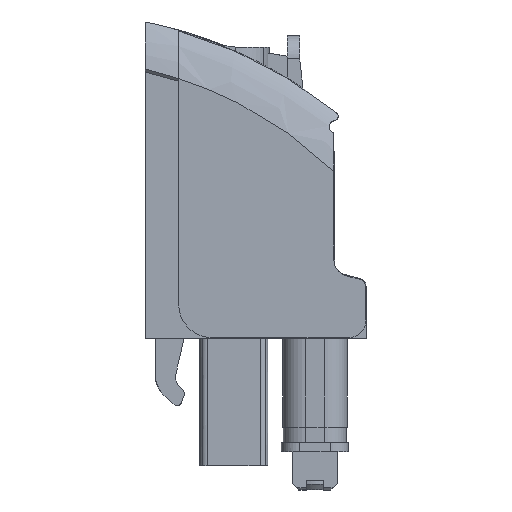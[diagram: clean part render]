
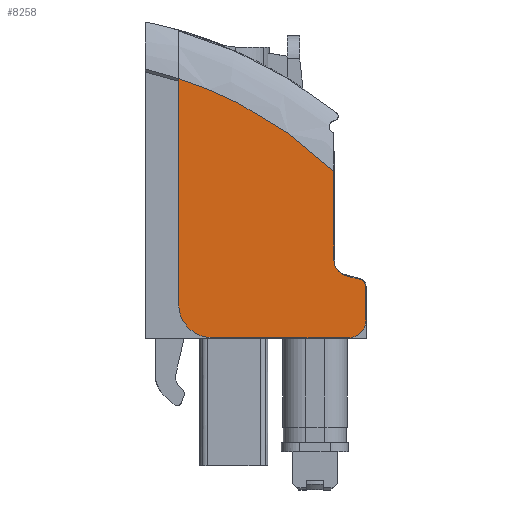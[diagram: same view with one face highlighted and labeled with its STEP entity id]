
A CAD part, left-side view. The second image highlights one B-rep face of the part: STEP entity #8258.
In plain terms, the highlighted planar face has unit normal (-1, 0, 0).
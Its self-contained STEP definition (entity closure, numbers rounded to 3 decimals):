
#6473=AXIS2_PLACEMENT_3D('Circle Axis2P3D',#6471,#6472,$) ;
#6537=AXIS2_PLACEMENT_3D('Circle Axis2P3D',#6535,#6536,$) ;
#6587=AXIS2_PLACEMENT_3D('Circle Axis2P3D',#6585,#6586,$) ;
#6637=AXIS2_PLACEMENT_3D('Circle Axis2P3D',#6635,#6636,$) ;
#8226=AXIS2_PLACEMENT_3D('Plane Axis2P3D',#8223,#8224,#8225) ;
#6468=CARTESIAN_POINT('Vertex',(0.,2.16,15.022)) ;
#6471=CARTESIAN_POINT('Axis2P3D Location',(0.,1.11,15.022)) ;
#6475=CARTESIAN_POINT('Vertex',(0.,1.381,14.008)) ;
#6510=CARTESIAN_POINT('Line Origine',(0.,0.912,13.882)) ;
#6514=CARTESIAN_POINT('Vertex',(0.,0.443,13.756)) ;
#6535=CARTESIAN_POINT('Axis2P3D Location',(0.,0.56,13.322)) ;
#6539=CARTESIAN_POINT('Vertex',(0.,0.11,13.33)) ;
#6560=CARTESIAN_POINT('Line Origine',(0.,0.091,12.225)) ;
#6564=CARTESIAN_POINT('Vertex',(0.,0.071,11.12)) ;
#6585=CARTESIAN_POINT('Axis2P3D Location',(0.,1.221,11.1)) ;
#6589=CARTESIAN_POINT('Vertex',(0.,1.221,9.95)) ;
#6610=CARTESIAN_POINT('Line Origine',(0.,5.661,9.95)) ;
#6614=CARTESIAN_POINT('Vertex',(0.,10.102,9.95)) ;
#6635=CARTESIAN_POINT('Axis2P3D Location',(0.,10.102,12.15)) ;
#6639=CARTESIAN_POINT('Vertex',(0.,12.302,12.1)) ;
#6676=CARTESIAN_POINT('Line Origine',(0.,12.302,19.493)) ;
#6680=CARTESIAN_POINT('Vertex',(0.,12.302,26.886)) ;
#8223=CARTESIAN_POINT('Axis2P3D Location',(0.,12.302,7.353)) ;
#8228=CARTESIAN_POINT('Line Origine',(0.,2.16,17.924)) ;
#8232=CARTESIAN_POINT('Vertex',(0.,2.16,20.826)) ;
#8236=CARTESIAN_POINT('Control Point',(0.,2.16,20.826)) ;
#8237=CARTESIAN_POINT('Control Point',(0.,3.406,22.03)) ;
#8238=CARTESIAN_POINT('Control Point',(0.,4.754,23.131)) ;
#8239=CARTESIAN_POINT('Control Point',(0.,6.19,24.116)) ;
#8240=CARTESIAN_POINT('Control Point',(0.,8.269,25.299)) ;
#8241=CARTESIAN_POINT('Control Point',(0.,10.462,26.235)) ;
#8242=CARTESIAN_POINT('Control Point',(0.,11.07,26.471)) ;
#8243=CARTESIAN_POINT('Control Point',(0.,11.683,26.688)) ;
#8244=CARTESIAN_POINT('Control Point',(0.,12.302,26.886)) ;
#6472=DIRECTION('Axis2P3D Direction',(1.,0.,0.)) ;
#6511=DIRECTION('Vector Direction',(0.,0.966,0.259)) ;
#6536=DIRECTION('Axis2P3D Direction',(1.,0.,0.)) ;
#6561=DIRECTION('Vector Direction',(0.,-0.017,-1.)) ;
#6586=DIRECTION('Axis2P3D Direction',(1.,0.,0.)) ;
#6611=DIRECTION('Vector Direction',(0.,1.,0.)) ;
#6636=DIRECTION('Axis2P3D Direction',(1.,0.,0.)) ;
#6677=DIRECTION('Vector Direction',(0.,0.,1.)) ;
#8224=DIRECTION('Axis2P3D Direction',(1.,0.,0.)) ;
#8225=DIRECTION('Axis2P3D XDirection',(0.,0.,1.)) ;
#8229=DIRECTION('Vector Direction',(0.,0.,-1.)) ;
#6512=VECTOR('Line Direction',#6511,1.) ;
#6562=VECTOR('Line Direction',#6561,1.) ;
#6612=VECTOR('Line Direction',#6611,1.) ;
#6678=VECTOR('Line Direction',#6677,1.) ;
#8230=VECTOR('Line Direction',#8229,1.) ;
#8247=ORIENTED_EDGE('',*,*,#6641,.F.) ;
#8248=ORIENTED_EDGE('',*,*,#6616,.F.) ;
#8249=ORIENTED_EDGE('',*,*,#6591,.F.) ;
#8250=ORIENTED_EDGE('',*,*,#6566,.F.) ;
#8251=ORIENTED_EDGE('',*,*,#6541,.F.) ;
#8252=ORIENTED_EDGE('',*,*,#6516,.T.) ;
#8253=ORIENTED_EDGE('',*,*,#6477,.T.) ;
#8254=ORIENTED_EDGE('',*,*,#8234,.F.) ;
#8255=ORIENTED_EDGE('',*,*,#8245,.T.) ;
#8256=ORIENTED_EDGE('',*,*,#6682,.F.) ;
#8258=ADVANCED_FACE('GEHAEUSE',(#8257),#8227,.F.) ;
#8235=B_SPLINE_CURVE_WITH_KNOTS('',5,(#8236,#8237,#8238,#8239,#8240,#8241,#8242,#8243,#8244),.UNSPECIFIED.,.F.,.U.,(6,3,6),(0.099,12.369,16.969),.UNSPECIFIED.) ;
#6474=CIRCLE('generated circle',#6473,1.05) ;
#6538=CIRCLE('generated circle',#6537,0.45) ;
#6588=CIRCLE('generated circle',#6587,1.15) ;
#6638=CIRCLE('generated circle',#6637,2.2) ;
#6477=EDGE_CURVE('',#6476,#6469,#6474,.T.) ;
#6516=EDGE_CURVE('',#6515,#6476,#6513,.T.) ;
#6541=EDGE_CURVE('',#6515,#6540,#6538,.T.) ;
#6566=EDGE_CURVE('',#6540,#6565,#6563,.T.) ;
#6591=EDGE_CURVE('',#6565,#6590,#6588,.T.) ;
#6616=EDGE_CURVE('',#6590,#6615,#6613,.T.) ;
#6641=EDGE_CURVE('',#6615,#6640,#6638,.T.) ;
#6682=EDGE_CURVE('',#6640,#6681,#6679,.T.) ;
#8234=EDGE_CURVE('',#8233,#6469,#8231,.T.) ;
#8245=EDGE_CURVE('',#8233,#6681,#8235,.T.) ;
#8246=EDGE_LOOP('',(#8247,#8248,#8249,#8250,#8251,#8252,#8253,#8254,#8255,#8256)) ;
#8257=FACE_OUTER_BOUND('',#8246,.T.) ;
#6513=LINE('Line',#6510,#6512) ;
#6563=LINE('Line',#6560,#6562) ;
#6613=LINE('Line',#6610,#6612) ;
#6679=LINE('Line',#6676,#6678) ;
#8231=LINE('Line',#8228,#8230) ;
#8227=PLANE('',#8226) ;
#6469=VERTEX_POINT('',#6468) ;
#6476=VERTEX_POINT('',#6475) ;
#6515=VERTEX_POINT('',#6514) ;
#6540=VERTEX_POINT('',#6539) ;
#6565=VERTEX_POINT('',#6564) ;
#6590=VERTEX_POINT('',#6589) ;
#6615=VERTEX_POINT('',#6614) ;
#6640=VERTEX_POINT('',#6639) ;
#6681=VERTEX_POINT('',#6680) ;
#8233=VERTEX_POINT('',#8232) ;
